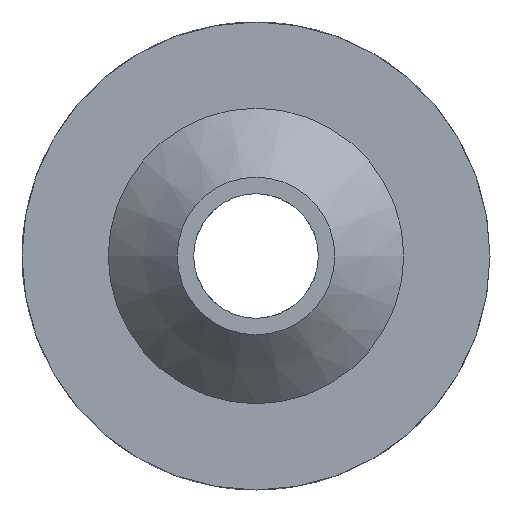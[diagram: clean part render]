
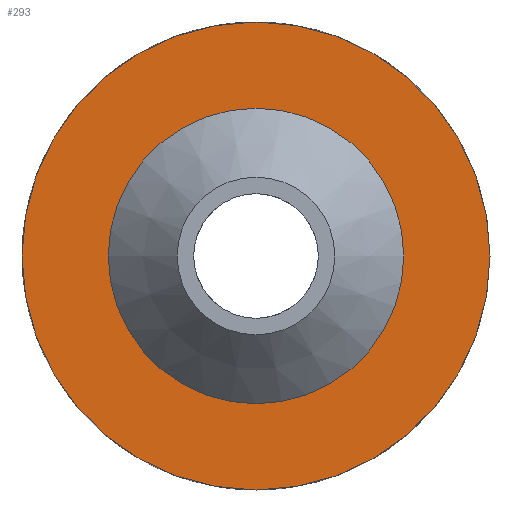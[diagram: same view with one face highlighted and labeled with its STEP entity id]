
A CAD part, left-side view. The second image highlights one B-rep face of the part: STEP entity #293.
In plain terms, the highlighted planar face has unit normal (-1, 0, 0).
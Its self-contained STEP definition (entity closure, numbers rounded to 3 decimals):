
#16=FACE_BOUND('',#103,.T.);
#26=PLANE('',#340);
#85=FACE_OUTER_BOUND('',#102,.T.);
#102=EDGE_LOOP('',(#273));
#103=EDGE_LOOP('',(#274));
#110=CIRCLE('',#316,4.75);
#120=CIRCLE('',#338,3.);
#136=VERTEX_POINT('',#459);
#151=VERTEX_POINT('',#517);
#165=EDGE_CURVE('',#136,#136,#110,.T.);
#192=EDGE_CURVE('',#151,#151,#120,.T.);
#273=ORIENTED_EDGE('',*,*,#165,.F.);
#274=ORIENTED_EDGE('',*,*,#192,.T.);
#293=ADVANCED_FACE('',(#85,#16),#26,.F.);
#316=AXIS2_PLACEMENT_3D('',#461,#364,#365);
#338=AXIS2_PLACEMENT_3D('',#519,#423,#424);
#340=AXIS2_PLACEMENT_3D('',#521,#427,#428);
#364=DIRECTION('center_axis',(1.,0.,0.));
#365=DIRECTION('ref_axis',(0.,1.,0.));
#423=DIRECTION('center_axis',(1.,0.,0.));
#424=DIRECTION('ref_axis',(0.,-1.,0.));
#427=DIRECTION('center_axis',(1.,0.,0.));
#428=DIRECTION('ref_axis',(0.,1.,0.));
#459=CARTESIAN_POINT('',(0.,-29.75,15.));
#461=CARTESIAN_POINT('Origin',(0.,-25.,15.));
#517=CARTESIAN_POINT('',(0.,-22.,15.));
#519=CARTESIAN_POINT('Origin',(0.,-25.,15.));
#521=CARTESIAN_POINT('Origin',(0.,-25.,15.));
